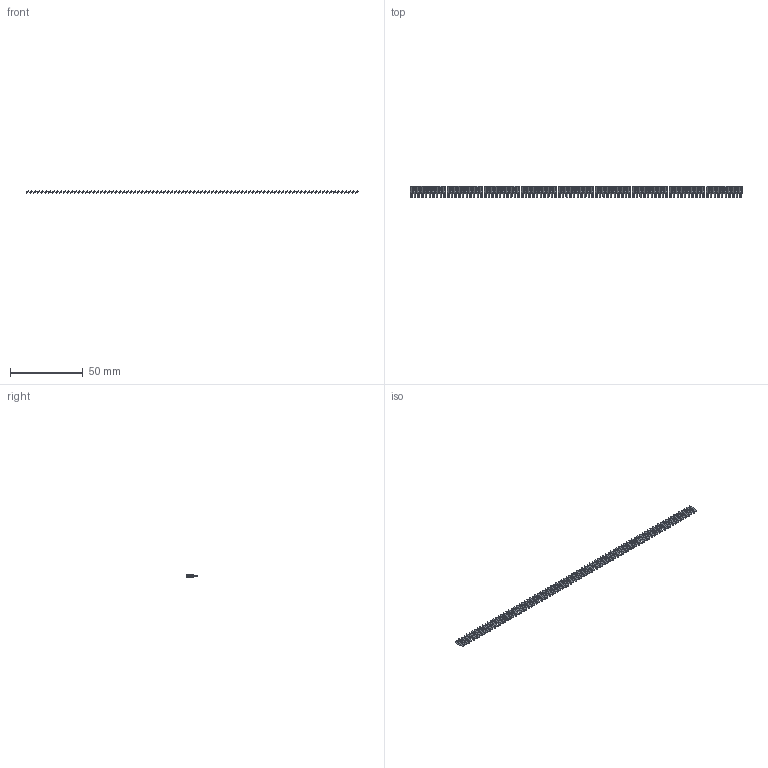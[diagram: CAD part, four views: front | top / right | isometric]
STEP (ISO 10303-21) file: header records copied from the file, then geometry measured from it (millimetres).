
FILE_DESCRIPTION (( 'STEP AP203' ), '1' );
FILE_NAME ('106-090-253-100.STEP', '2020-04-16T23:02:05', ( '' ), ( '' ), 'SwSTEP 2.0', 'SolidWorks 2016', '' );
FILE_SCHEMA (( 'CONFIG_CONTROL_DESIGN' ));
Length unit declared in the file: inch
Products named in the file (2): 100-290-001_100-290-253; 106-090-253-100
Assembly tree (90 placements, depth 2):
  106-090-253-100
    100-290-001_100-290-253  x90
Bounding box: 227.86 x 7.62 x 1.8 mm (x, y, z)
Volume: 496.6 mm3; surface area: 3096.6 mm2
Topology: 90 solids, 90 shells, 1800 faces, 4860 edges, 3240 vertices
Faces by surface type: plane 1710, cylinder 90
Entity records: 3668 total; most frequent: DIRECTION 282, CARTESIAN_POINT 203, DATE_AND_TIME 190, CALENDAR_DATE 190, COORDINATED_UNIVERSAL_TIME_OFFSET 190, LOCAL_TIME 190, AXIS2_PLACEMENT_3D 115, ORIENTED_EDGE 108
